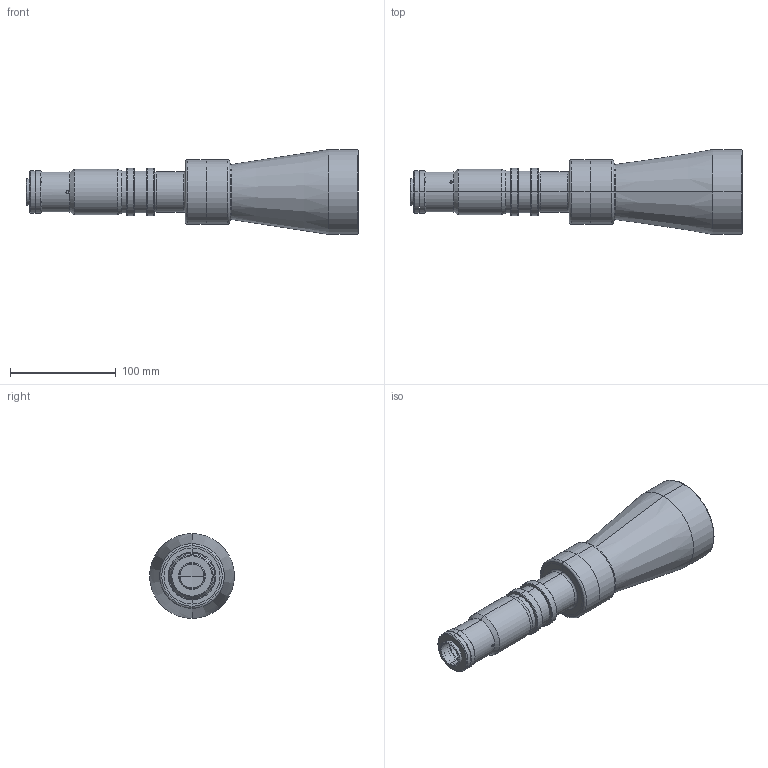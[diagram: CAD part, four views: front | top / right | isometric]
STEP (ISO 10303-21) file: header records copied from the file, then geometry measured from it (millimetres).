
FILE_DESCRIPTION (( 'STEP AP214' ), '1' );
FILE_NAME ('2M56_C.STEP', '2013-05-11T10:50:04', ( 'Work' ), ( '' ), 'SwSTEP 2.0', 'SolidWorks 2013', '' );
FILE_SCHEMA (( 'AUTOMOTIVE_DESIGN' ));
Length unit declared in the file: millimetre
Products named in the file (1): 2M56_C
Bounding box: 313.34 x 80 x 80 mm (x, y, z)
Surface area: 78549 mm2 (no closed solid volume)
Topology: 0 solids, 12 shells, 117 faces, 292 edges, 192 vertices
Faces by surface type: cylinder 50, cone 29, plane 24, torus 12, sphere 2
Entity records: 5122 total; most frequent: CARTESIAN_POINT 912, DIRECTION 687, ORIENTED_EDGE 506, AXIS2_PLACEMENT_3D 297, EDGE_CURVE 292, VERTEX_POINT 192, CIRCLE 179, EDGE_LOOP 146
